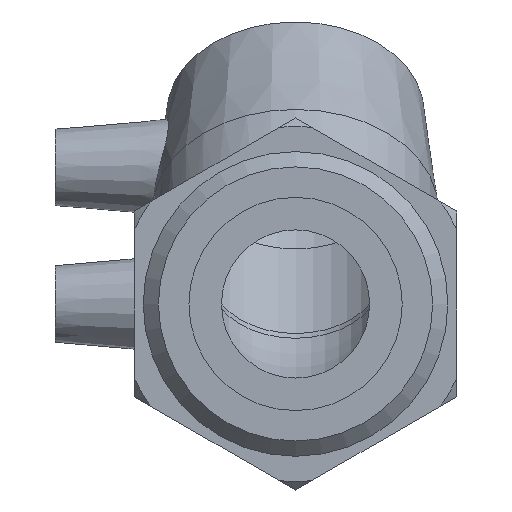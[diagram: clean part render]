
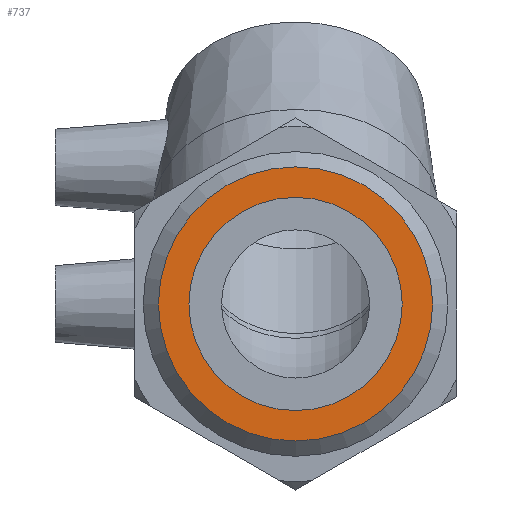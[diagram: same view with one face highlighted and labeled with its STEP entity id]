
A CAD part, left-side view. The second image highlights one B-rep face of the part: STEP entity #737.
In plain terms, the highlighted planar face has unit normal (-1, 0, 0).
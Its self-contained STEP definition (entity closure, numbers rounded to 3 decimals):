
#95=PLANE('',#801);
#118=FACE_BOUND('',#217,.T.);
#157=FACE_OUTER_BOUND('',#216,.T.);
#216=EDGE_LOOP('',(#531));
#217=EDGE_LOOP('',(#532));
#311=CIRCLE('',#799,26.826);
#313=CIRCLE('',#802,20.865);
#360=VERTEX_POINT('',#1141);
#362=VERTEX_POINT('',#1146);
#435=EDGE_CURVE('',#360,#360,#311,.T.);
#437=EDGE_CURVE('',#362,#362,#313,.T.);
#531=ORIENTED_EDGE('',*,*,#435,.F.);
#532=ORIENTED_EDGE('',*,*,#437,.T.);
#737=ADVANCED_FACE('',(#157,#118),#95,.T.);
#799=AXIS2_PLACEMENT_3D('',#1142,#909,#910);
#801=AXIS2_PLACEMENT_3D('',#1145,#913,#914);
#802=AXIS2_PLACEMENT_3D('',#1147,#915,#916);
#909=DIRECTION('center_axis',(1.,0.,0.));
#910=DIRECTION('ref_axis',(0.,0.,1.));
#913=DIRECTION('center_axis',(-1.,0.,0.));
#914=DIRECTION('ref_axis',(0.,0.,1.));
#915=DIRECTION('center_axis',(1.,0.,0.));
#916=DIRECTION('ref_axis',(0.,0.,-1.));
#1141=CARTESIAN_POINT('',(-93.827,0.,-26.826));
#1142=CARTESIAN_POINT('Origin',(-93.827,0.,0.));
#1145=CARTESIAN_POINT('Origin',(-93.827,0.,-29.807));
#1146=CARTESIAN_POINT('',(-93.827,0.,-20.865));
#1147=CARTESIAN_POINT('Origin',(-93.827,0.,0.));
